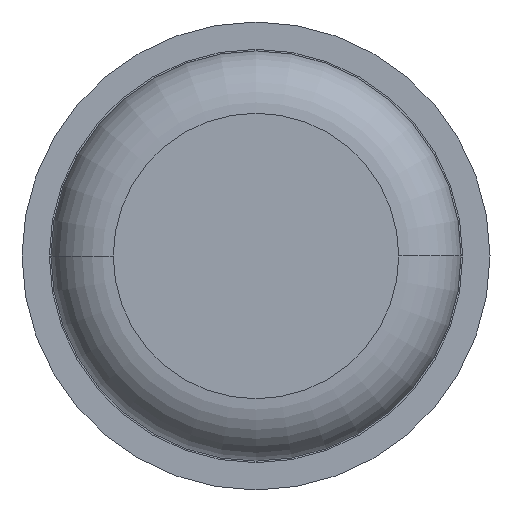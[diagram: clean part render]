
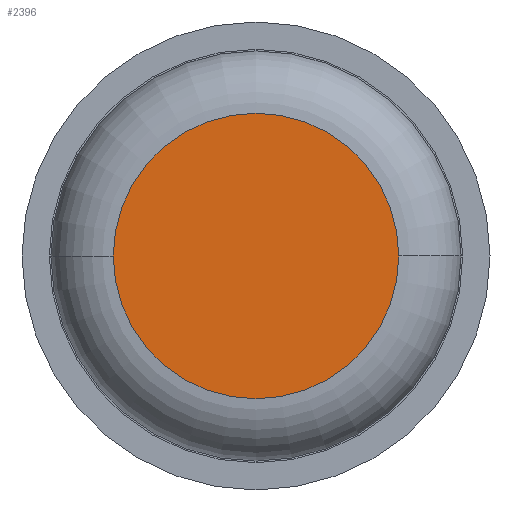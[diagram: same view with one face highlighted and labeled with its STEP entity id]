
A CAD part, front view. The second image highlights one B-rep face of the part: STEP entity #2396.
In plain terms, the highlighted planar face has unit normal (0, -1, 0).
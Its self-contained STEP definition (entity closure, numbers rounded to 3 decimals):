
#135 = DIRECTION ( 'NONE',  ( 0., -1., 0. ) ) ;
#389 = DIRECTION ( 'NONE',  ( -1., 0., 0. ) ) ;
#518 = ORIENTED_EDGE ( 'NONE', *, *, #897, .T. ) ;
#591 = EDGE_LOOP ( 'NONE', ( #4432, #518 ) ) ;
#639 = CARTESIAN_POINT ( 'NONE',  ( -0.915, 0., 0. ) ) ;
#740 = CARTESIAN_POINT ( 'NONE',  ( 0., 0., 0. ) ) ;
#897 = EDGE_CURVE ( 'Defeature ausgef�hrt1_6+Defeature ausgef�hrt1_7+Defeature ausgef�hrt1_7+Defeature ausgef�hrt1_7', #3484, #3191, #3810, .T. ) ;
#1040 = CIRCLE ( 'NONE', #2555, 0.915 ) ;
#1836 = EDGE_CURVE ( 'Defeature ausgef�hrt1_6+Defeature ausgef�hrt1_7+Defeature ausgef�hrt1_7+Defeature ausgef�hrt1_7', #3191, #3484, #1040, .T. ) ;
#2183 = DIRECTION ( 'NONE',  ( -1., 0., 0. ) ) ;
#2396 = ADVANCED_FACE ( 'Defeature ausgef�hrt1_6', ( #4484 ), #3489, .F. ) ;
#2441 = CARTESIAN_POINT ( 'NONE',  ( 0., 0., 0. ) ) ;
#2461 = DIRECTION ( 'NONE',  ( -1., 0., 0. ) ) ;
#2529 = AXIS2_PLACEMENT_3D ( 'NONE', #2441, #3518, #2461 ) ;
#2555 = AXIS2_PLACEMENT_3D ( 'NONE', #3950, #135, #2183 ) ;
#3191 = VERTEX_POINT ( 'NONE', #639 ) ;
#3451 = DIRECTION ( 'NONE',  ( 0., -1., 0. ) ) ;
#3484 = VERTEX_POINT ( 'NONE', #3664 ) ;
#3489 = PLANE ( 'NONE',  #2529 ) ;
#3518 = DIRECTION ( 'NONE',  ( 0., 1., 0. ) ) ;
#3664 = CARTESIAN_POINT ( 'NONE',  ( 0.915, 0., 0. ) ) ;
#3810 = CIRCLE ( 'NONE', #4243, 0.915 ) ;
#3950 = CARTESIAN_POINT ( 'NONE',  ( 0., 0., 0. ) ) ;
#4243 = AXIS2_PLACEMENT_3D ( 'NONE', #740, #3451, #389 ) ;
#4432 = ORIENTED_EDGE ( 'NONE', *, *, #1836, .T. ) ;
#4484 = FACE_OUTER_BOUND ( 'NONE', #591, .T. ) ;
